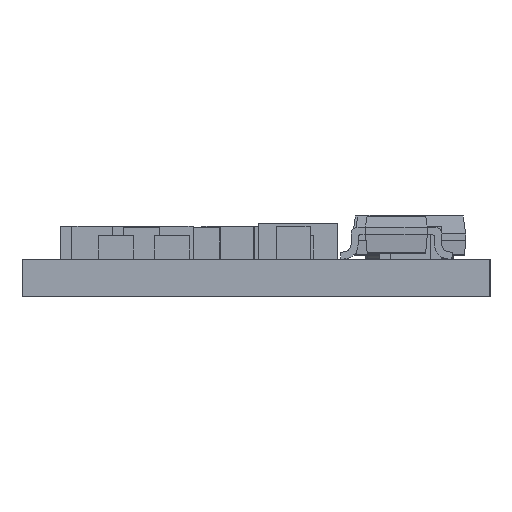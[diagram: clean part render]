
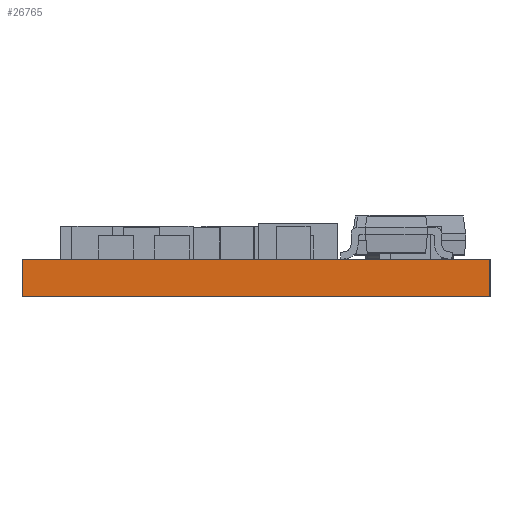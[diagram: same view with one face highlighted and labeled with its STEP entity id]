
A CAD part, left-side view. The second image highlights one B-rep face of the part: STEP entity #26765.
In plain terms, the highlighted planar face has unit normal (-1, 0, 0).
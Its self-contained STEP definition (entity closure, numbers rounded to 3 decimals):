
#410 = LINE ( 'NONE', #24491, #9228 ) ;
#1420 = VERTEX_POINT ( 'NONE', #1890 ) ;
#1890 = CARTESIAN_POINT ( 'NONE',  ( 0., 12.7, 0. ) ) ;
#2568 = LINE ( 'NONE', #11792, #16298 ) ;
#3011 = DIRECTION ( 'NONE',  ( 0., 0., -1. ) ) ;
#4223 = EDGE_CURVE ( 'NONE', #27114, #36872, #11321, .T. ) ;
#8189 = EDGE_LOOP ( 'NONE', ( #37888, #12526, #21612, #25571 ) ) ;
#9228 = VECTOR ( 'NONE', #3011, 1000. ) ;
#11321 = LINE ( 'NONE', #24590, #11787 ) ;
#11787 = VECTOR ( 'NONE', #18724, 1000. ) ;
#11792 = CARTESIAN_POINT ( 'NONE',  ( 0., 12.7, 1.016 ) ) ;
#12526 = ORIENTED_EDGE ( 'NONE', *, *, #35187, .F. ) ;
#13404 = DIRECTION ( 'NONE',  ( 0., -1., 0. ) ) ;
#14560 = DIRECTION ( 'NONE',  ( 1., 0., 0. ) ) ;
#14919 = LINE ( 'NONE', #16258, #32008 ) ;
#16258 = CARTESIAN_POINT ( 'NONE',  ( 0., 12.7, 0. ) ) ;
#16298 = VECTOR ( 'NONE', #27356, 1000. ) ;
#17651 = CARTESIAN_POINT ( 'NONE',  ( 0., 12.7, 1.016 ) ) ;
#17835 = PLANE ( 'NONE',  #32620 ) ;
#18724 = DIRECTION ( 'NONE',  ( 0., -1., 0. ) ) ;
#21612 = ORIENTED_EDGE ( 'NONE', *, *, #4223, .F. ) ;
#21911 = VERTEX_POINT ( 'NONE', #34084 ) ;
#22187 = EDGE_CURVE ( 'NONE', #27114, #1420, #2568, .T. ) ;
#23964 = CARTESIAN_POINT ( 'NONE',  ( 0., 12.7, 1.016 ) ) ;
#24491 = CARTESIAN_POINT ( 'NONE',  ( 0., 0., 1.016 ) ) ;
#24590 = CARTESIAN_POINT ( 'NONE',  ( 0., 12.7, 1.016 ) ) ;
#25571 = ORIENTED_EDGE ( 'NONE', *, *, #22187, .T. ) ;
#26099 = EDGE_CURVE ( 'NONE', #1420, #21911, #14919, .T. ) ;
#26765 = ADVANCED_FACE ( 'NONE', ( #36192 ), #17835, .F. ) ;
#27114 = VERTEX_POINT ( 'NONE', #17651 ) ;
#27356 = DIRECTION ( 'NONE',  ( 0., 0., -1. ) ) ;
#31805 = CARTESIAN_POINT ( 'NONE',  ( 0., 0., 1.016 ) ) ;
#32008 = VECTOR ( 'NONE', #13404, 1000. ) ;
#32620 = AXIS2_PLACEMENT_3D ( 'NONE', #23964, #14560, #36927 ) ;
#34084 = CARTESIAN_POINT ( 'NONE',  ( 0., 0., 0. ) ) ;
#35187 = EDGE_CURVE ( 'NONE', #36872, #21911, #410, .T. ) ;
#36192 = FACE_OUTER_BOUND ( 'NONE', #8189, .T. ) ;
#36872 = VERTEX_POINT ( 'NONE', #31805 ) ;
#36927 = DIRECTION ( 'NONE',  ( 0., 0., -1. ) ) ;
#37888 = ORIENTED_EDGE ( 'NONE', *, *, #26099, .T. ) ;
